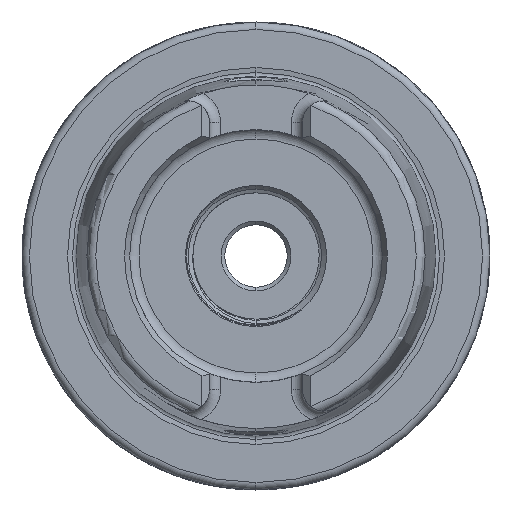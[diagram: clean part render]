
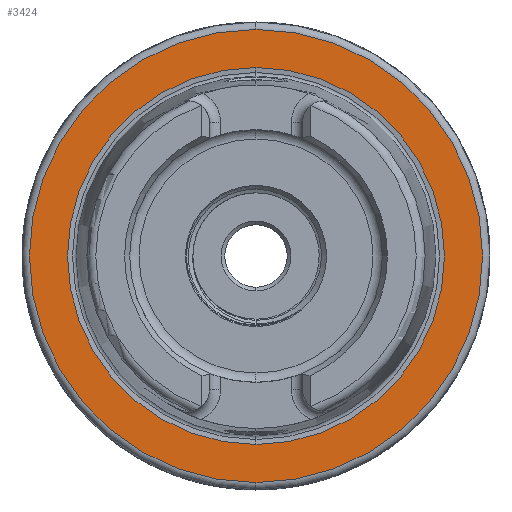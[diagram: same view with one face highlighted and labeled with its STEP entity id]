
A CAD part, left-side view. The second image highlights one B-rep face of the part: STEP entity #3424.
In plain terms, the highlighted planar face has unit normal (-1, 0, 0).
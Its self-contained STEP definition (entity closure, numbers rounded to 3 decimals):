
#3424 = ADVANCED_FACE ( 'NONE', ( #23623, #23594 ), #6853, .T. ) ;
#6853 = PLANE ( 'NONE',  #11412 ) ;
#6862 = CARTESIAN_POINT ( 'NONE',  ( 0., 25.369, 0. ) ) ;
#6865 = DIRECTION ( 'NONE',  ( -1., 0., 0. ) ) ;
#6872 = DIRECTION ( 'NONE',  ( 0., 0., 1. ) ) ;
#7490 = DIRECTION ( 'NONE',  ( -1., 0., 0. ) ) ;
#7502 = DIRECTION ( 'NONE',  ( 0., 0., 1. ) ) ;
#7532 = CARTESIAN_POINT ( 'NONE',  ( 0., 0., 0. ) ) ;
#7672 = DIRECTION ( 'NONE',  ( 0., 0., -1. ) ) ;
#7691 = DIRECTION ( 'NONE',  ( 1., 0., 0. ) ) ;
#7713 = CARTESIAN_POINT ( 'NONE',  ( 0., 0., 0. ) ) ;
#10135 = DIRECTION ( 'NONE',  ( 0., 0., -1. ) ) ;
#10139 = DIRECTION ( 'NONE',  ( 1., 0., 0. ) ) ;
#10162 = CARTESIAN_POINT ( 'NONE',  ( 0., 0., 0. ) ) ;
#10554 = CARTESIAN_POINT ( 'NONE',  ( 0., 0., 0. ) ) ;
#10570 = DIRECTION ( 'NONE',  ( -1., 0., 0. ) ) ;
#10571 = DIRECTION ( 'NONE',  ( 0., 0., 1. ) ) ;
#11412 = AXIS2_PLACEMENT_3D ( 'NONE', #6862, #6865, #6872 ) ;
#11574 = AXIS2_PLACEMENT_3D ( 'NONE', #7713, #7691, #7672 ) ;
#11597 = AXIS2_PLACEMENT_3D ( 'NONE', #7532, #7490, #7502 ) ;
#11655 = AXIS2_PLACEMENT_3D ( 'NONE', #10162, #10139, #10135 ) ;
#11665 = AXIS2_PLACEMENT_3D ( 'NONE', #10554, #10570, #10571 ) ;
#22963 = CIRCLE ( 'NONE', #11574, 25.369 ) ;
#23010 = CIRCLE ( 'NONE', #11597, 30.5 ) ;
#23136 = CIRCLE ( 'NONE', #11655, 25.369 ) ;
#23192 = CIRCLE ( 'NONE', #11665, 30.5 ) ;
#23594 = FACE_BOUND ( 'NONE', #24931, .T. ) ;
#23623 = FACE_OUTER_BOUND ( 'NONE', #24935, .T. ) ;
#24931 = EDGE_LOOP ( 'NONE', ( #29998, #30313 ) ) ;
#24935 = EDGE_LOOP ( 'NONE', ( #29953, #29952 ) ) ;
#26945 = EDGE_CURVE ( 'NONE', #30280, #30288, #22963, .T. ) ;
#26995 = EDGE_CURVE ( 'NONE', #30267, #30239, #23010, .T. ) ;
#27188 = EDGE_CURVE ( 'NONE', #30288, #30280, #23136, .T. ) ;
#27223 = EDGE_CURVE ( 'NONE', #30239, #30267, #23192, .T. ) ;
#28202 = CARTESIAN_POINT ( 'NONE',  ( 0., 0., -30.5 ) ) ;
#28262 = CARTESIAN_POINT ( 'NONE',  ( 0., 0., -25.369 ) ) ;
#28268 = CARTESIAN_POINT ( 'NONE',  ( 0., 0., 25.369 ) ) ;
#28313 = CARTESIAN_POINT ( 'NONE',  ( 0., 0., 30.5 ) ) ;
#29952 = ORIENTED_EDGE ( 'NONE', *, *, #27223, .T. ) ;
#29953 = ORIENTED_EDGE ( 'NONE', *, *, #26995, .T. ) ;
#29998 = ORIENTED_EDGE ( 'NONE', *, *, #26945, .T. ) ;
#30239 = VERTEX_POINT ( 'NONE', #28202 ) ;
#30267 = VERTEX_POINT ( 'NONE', #28313 ) ;
#30280 = VERTEX_POINT ( 'NONE', #28268 ) ;
#30288 = VERTEX_POINT ( 'NONE', #28262 ) ;
#30313 = ORIENTED_EDGE ( 'NONE', *, *, #27188, .T. ) ;
